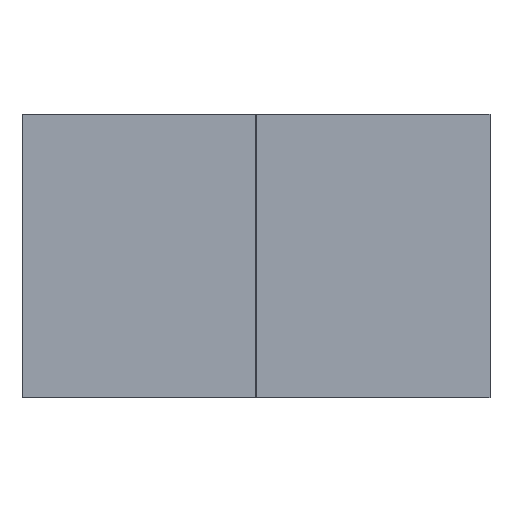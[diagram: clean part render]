
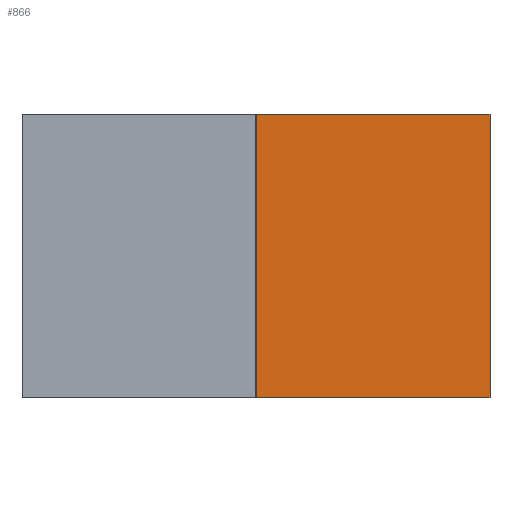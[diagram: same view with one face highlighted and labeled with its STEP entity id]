
A CAD part, left-side view. The second image highlights one B-rep face of the part: STEP entity #866.
In plain terms, the highlighted planar face has unit normal (-1, 0, 0).
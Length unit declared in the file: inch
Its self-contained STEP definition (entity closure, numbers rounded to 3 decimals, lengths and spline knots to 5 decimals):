
#866 = ADVANCED_FACE ( 'NONE', ( #6593 ), #6592, .F. ) ;
#867 = ORIENTED_EDGE ( 'NONE', *, *, #868, .F. ) ;
#868 = EDGE_CURVE ( 'NONE', #869, #880, #6587, .T. ) ;
#869 = VERTEX_POINT ( 'NONE', #6583 ) ;
#870 = VERTEX_POINT ( 'NONE', #6582 ) ;
#872 = VERTEX_POINT ( 'NONE', #6577 ) ;
#873 = EDGE_CURVE ( 'NONE', #870, #880, #6576, .T. ) ;
#876 = EDGE_CURVE ( 'NONE', #872, #870, #6629, .T. ) ;
#877 = ORIENTED_EDGE ( 'NONE', *, *, #873, .T. ) ;
#878 = ORIENTED_EDGE ( 'NONE', *, *, #882, .T. ) ;
#880 = VERTEX_POINT ( 'NONE', #6625 ) ;
#882 = EDGE_CURVE ( 'NONE', #869, #872, #6624, .T. ) ;
#883 = ORIENTED_EDGE ( 'NONE', *, *, #876, .T. ) ;
#884 = EDGE_LOOP ( 'NONE', ( #867, #878, #883, #877 ) ) ;
#6573 = DIRECTION ( 'NONE',  ( 0., 0., 1. ) ) ;
#6574 = VECTOR ( 'NONE', #6573, 39.37008 ) ;
#6575 = CARTESIAN_POINT ( 'NONE',  ( -0.314, -0.719, -0.436 ) ) ;
#6576 = LINE ( 'NONE', #6575, #6574 ) ;
#6577 = CARTESIAN_POINT ( 'NONE',  ( -0.314, -0.0025, -0.436 ) ) ;
#6582 = CARTESIAN_POINT ( 'NONE',  ( -0.314, -0.719, -0.436 ) ) ;
#6583 = CARTESIAN_POINT ( 'NONE',  ( -0.314, -0.0025, 0.436 ) ) ;
#6584 = DIRECTION ( 'NONE',  ( 0., -1., 0. ) ) ;
#6585 = VECTOR ( 'NONE', #6584, 39.37008 ) ;
#6586 = CARTESIAN_POINT ( 'NONE',  ( -0.314, 0.719, 0.436 ) ) ;
#6587 = LINE ( 'NONE', #6586, #6585 ) ;
#6588 = DIRECTION ( 'NONE',  ( 0., 0., -1. ) ) ;
#6589 = DIRECTION ( 'NONE',  ( 1., 0., 0. ) ) ;
#6590 = CARTESIAN_POINT ( 'NONE',  ( -0.314, 0.719, -0.436 ) ) ;
#6591 = AXIS2_PLACEMENT_3D ( 'NONE', #6590, #6589, #6588 ) ;
#6592 = PLANE ( 'NONE',  #6591 ) ;
#6593 = FACE_OUTER_BOUND ( 'NONE', #884, .T. ) ;
#6621 = DIRECTION ( 'NONE',  ( 0., 0., -1. ) ) ;
#6622 = VECTOR ( 'NONE', #6621, 39.37008 ) ;
#6623 = CARTESIAN_POINT ( 'NONE',  ( -0.314, -0.0025, -0.436 ) ) ;
#6624 = LINE ( 'NONE', #6623, #6622 ) ;
#6625 = CARTESIAN_POINT ( 'NONE',  ( -0.314, -0.719, 0.436 ) ) ;
#6626 = DIRECTION ( 'NONE',  ( 0., -1., 0. ) ) ;
#6627 = VECTOR ( 'NONE', #6626, 39.37008 ) ;
#6628 = CARTESIAN_POINT ( 'NONE',  ( -0.314, 0.719, -0.436 ) ) ;
#6629 = LINE ( 'NONE', #6628, #6627 ) ;
